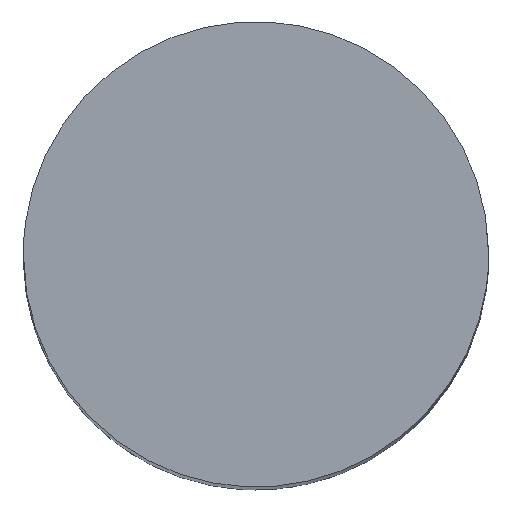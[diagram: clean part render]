
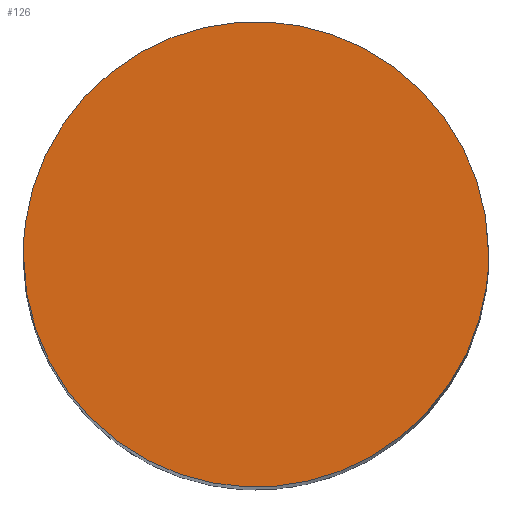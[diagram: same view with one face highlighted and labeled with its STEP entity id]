
A CAD part, top view. The second image highlights one B-rep face of the part: STEP entity #126.
In plain terms, the highlighted planar face has unit normal (0, 0, 1).
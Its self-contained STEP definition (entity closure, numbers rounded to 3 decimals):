
#21=(
BOUNDED_CURVE()
B_SPLINE_CURVE(2,(#772,#773,#774,#775,#776),.UNSPECIFIED.,.F.,.F.)
B_SPLINE_CURVE_WITH_KNOTS((3,2,3),(0.,7.854,15.708),
 .UNSPECIFIED.)
CURVE()
GEOMETRIC_REPRESENTATION_ITEM()
RATIONAL_B_SPLINE_CURVE((1.,0.707,1.,0.707,1.))
REPRESENTATION_ITEM('')
);
#24=(
BOUNDED_CURVE()
B_SPLINE_CURVE(2,(#784,#785,#786,#787,#788),.UNSPECIFIED.,.F.,.F.)
B_SPLINE_CURVE_WITH_KNOTS((3,2,3),(15.708,23.562,31.416),
 .UNSPECIFIED.)
CURVE()
GEOMETRIC_REPRESENTATION_ITEM()
RATIONAL_B_SPLINE_CURVE((1.,0.707,1.,0.707,1.))
REPRESENTATION_ITEM('')
);
#68=PLANE('',#423);
#126=ADVANCED_FACE('',(#152),#68,.T.);
#152=FACE_OUTER_BOUND('',#178,.T.);
#178=EDGE_LOOP('',(#216,#217));
#216=ORIENTED_EDGE('',*,*,#314,.T.);
#217=ORIENTED_EDGE('',*,*,#317,.T.);
#314=EDGE_CURVE('',#371,#373,#21,.T.);
#317=EDGE_CURVE('',#373,#371,#24,.T.);
#371=VERTEX_POINT('',#762);
#373=VERTEX_POINT('',#764);
#423=AXIS2_PLACEMENT_3D('',#750,#433,$);
#433=DIRECTION('',(0.,0.,1.));
#750=CARTESIAN_POINT('',(-6.25,-6.25,60.));
#762=CARTESIAN_POINT('',(5.,0.,60.));
#764=CARTESIAN_POINT('',(-5.,0.,60.));
#772=CARTESIAN_POINT('',(5.,0.,60.));
#773=CARTESIAN_POINT('',(5.,5.,60.));
#774=CARTESIAN_POINT('',(0.,5.,60.));
#775=CARTESIAN_POINT('',(-5.,5.,60.));
#776=CARTESIAN_POINT('',(-5.,0.,60.));
#784=CARTESIAN_POINT('',(-5.,0.,60.));
#785=CARTESIAN_POINT('',(-5.,-5.,60.));
#786=CARTESIAN_POINT('',(0.,-5.,60.));
#787=CARTESIAN_POINT('',(5.,-5.,60.));
#788=CARTESIAN_POINT('',(5.,0.,60.));
